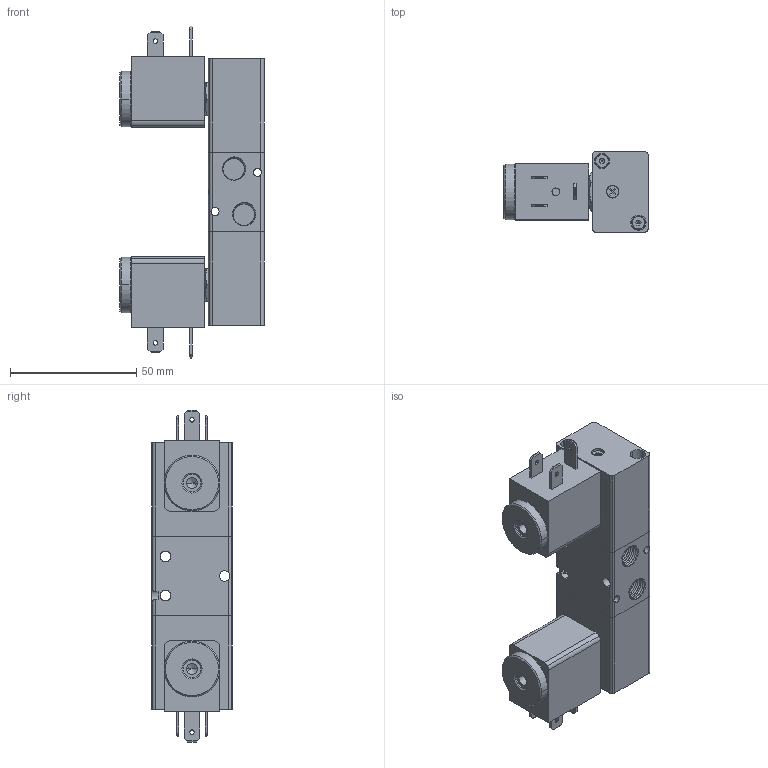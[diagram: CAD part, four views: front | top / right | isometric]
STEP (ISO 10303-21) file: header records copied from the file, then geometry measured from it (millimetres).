
FILE_DESCRIPTION((''),'2;1');
FILE_NAME('00_060_3.stp','2003-01-02T14:49:42',('Branislav Petkovic'),('AZ Pneumatica'),'AutoCAD STEP 2000i','AutoCAD 2000i','Via J. F. Kennedy, 26, 20020 Misinto (MI), ITALY');
FILE_SCHEMA(('CONFIG_CONTROL_DESIGN'));
Length unit declared in the file: millimetre
Products named in the file (9): 00_060_3; 321 TELO; PART1; MAGNET; PART1A; X21 KOTVA ME90L; PART2; STEZAC; PODLOSKA
Assembly tree (10 placements, depth 3):
  00_060_3
    321 TELO
      PART1
    MAGNET  x2
      PART1A
    X21 KOTVA ME90L  x2
      PART2
      STEZAC
      PODLOSKA
Bounding box: 57 x 32 x 131.3 mm (x, y, z)
Surface area: 34937.8 mm2 (no closed solid volume)
Topology: 0 solids, 9 shells, 469 faces, 1205 edges, 789 vertices
Faces by surface type: cylinder 214, plane 197, cone 44, bspline 14
Entity records: 18245 total; most frequent: CARTESIAN_POINT 11059, ORIENTED_EDGE 1522, DIRECTION 1359, EDGE_CURVE 761, VERTEX_POINT 501, AXIS2_PLACEMENT_3D 496, VECTOR 367, LINE 367
